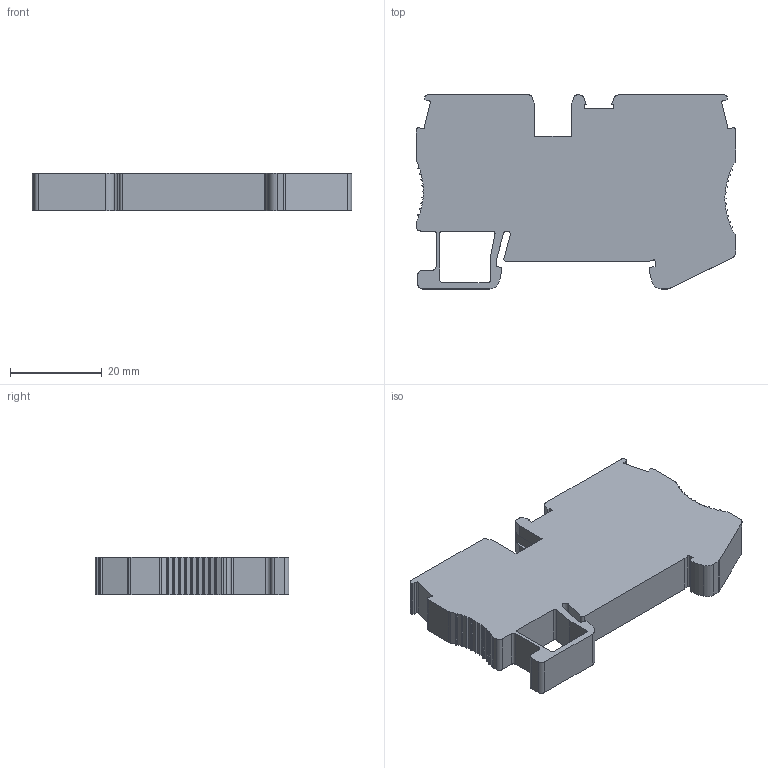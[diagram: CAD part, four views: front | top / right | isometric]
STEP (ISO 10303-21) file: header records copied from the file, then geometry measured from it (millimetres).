
FILE_DESCRIPTION((''),'2;1');
FILE_NAME('UJ5-6','2021-11-18T',('Administrator'),(''),'PRO/ENGINEER BY PARAMETRIC TECHNOLOGY CORPORATION, 2013230','PRO/ENGINEER BY PARAMETRIC TECHNOLOGY CORPORATION, 2013230','');
FILE_SCHEMA(('AUTOMOTIVE_DESIGN { 1 0 10303 214 1 1 1 1 }'));
Length unit declared in the file: millimetre
Products named in the file (1): UJ5-6
Bounding box: 69.5 x 42.2 x 8.2 mm (x, y, z)
Volume: 17058.8 mm3; surface area: 8820.2 mm2
Topology: 1 solids, 1 shells, 237 faces, 741 edges, 512 vertices
Faces by surface type: plane 150, cylinder 87
Entity records: 8423 total; most frequent: CARTESIAN_POINT 1508, ORIENTED_EDGE 1482, DIRECTION 1435, EDGE_CURVE 741, VECTOR 513, LINE 513, VERTEX_POINT 512, AXIS2_PLACEMENT_3D 461
